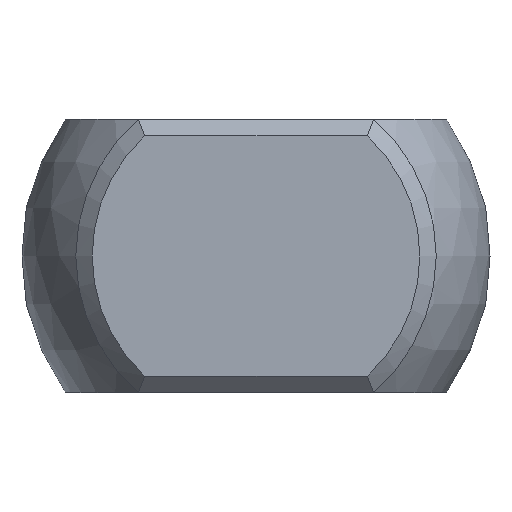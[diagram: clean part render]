
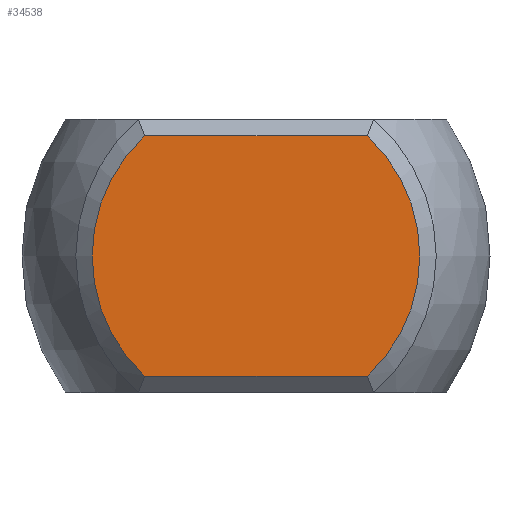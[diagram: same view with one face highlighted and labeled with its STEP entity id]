
A CAD part, left-side view. The second image highlights one B-rep face of the part: STEP entity #34538.
In plain terms, the highlighted planar face has unit normal (-1, 0, 0).
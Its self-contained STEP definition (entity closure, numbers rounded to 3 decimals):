
#32961 = PLANE('',#32962);
#32962 = AXIS2_PLACEMENT_3D('',#32963,#32964,#32965);
#32963 = CARTESIAN_POINT('',(-31.1,4.775,2.35));
#32964 = DIRECTION('',(-0.707,0.,0.707));
#32965 = DIRECTION('',(0.707,0.,0.707));
#34168 = CONICAL_SURFACE('',#34169,3.15,0.785);
#34169 = AXIS2_PLACEMENT_3D('',#34170,#34171,#34172);
#34170 = CARTESIAN_POINT('',(-31.1,0.,0.));
#34171 = DIRECTION('',(1.,0.,0.));
#34172 = DIRECTION('',(0.,-1.,0.));
#34188 = VERTEX_POINT('',#34189);
#34189 = CARTESIAN_POINT('',(-31.25,-2.04,2.2));
#34211 = EDGE_CURVE('',#34188,#34212,#34214,.T.);
#34212 = VERTEX_POINT('',#34213);
#34213 = CARTESIAN_POINT('',(-31.25,-2.04,-2.2));
#34214 = SURFACE_CURVE('',#34215,(#34220,#34227),.PCURVE_S1.);
#34215 = CIRCLE('',#34216,3.);
#34216 = AXIS2_PLACEMENT_3D('',#34217,#34218,#34219);
#34217 = CARTESIAN_POINT('',(-31.25,0.,0.));
#34218 = DIRECTION('',(1.,0.,0.));
#34219 = DIRECTION('',(0.,-1.,0.));
#34220 = PCURVE('',#34168,#34221);
#34221 = DEFINITIONAL_REPRESENTATION('',(#34222),#34226);
#34222 = LINE('',#34223,#34224);
#34223 = CARTESIAN_POINT('',(-6.283,-0.15));
#34224 = VECTOR('',#34225,1.);
#34225 = DIRECTION('',(1.,0.));
#34226 = ( GEOMETRIC_REPRESENTATION_CONTEXT(2) 
PARAMETRIC_REPRESENTATION_CONTEXT() REPRESENTATION_CONTEXT('2D SPACE',''
  ) );
#34227 = PCURVE('',#34228,#34233);
#34228 = PLANE('',#34229);
#34229 = AXIS2_PLACEMENT_3D('',#34230,#34231,#34232);
#34230 = CARTESIAN_POINT('',(-31.25,3.3,0.));
#34231 = DIRECTION('',(-1.,0.,0.));
#34232 = DIRECTION('',(0.,0.,1.));
#34233 = DEFINITIONAL_REPRESENTATION('',(#34234),#34242);
#34234 = ( BOUNDED_CURVE() B_SPLINE_CURVE(2,(#34235,#34236,#34237,#34238
    ,#34239,#34240,#34241),.UNSPECIFIED.,.T.,.F.) 
B_SPLINE_CURVE_WITH_KNOTS((1,2,2,2,2,1),(-2.094,0.,
    2.094,4.189,6.283,8.378),
.UNSPECIFIED.) CURVE() GEOMETRIC_REPRESENTATION_ITEM() 
RATIONAL_B_SPLINE_CURVE((1.,0.5,1.,0.5,1.,0.5,1.)) REPRESENTATION_ITEM(
  '') );
#34235 = CARTESIAN_POINT('',(0.,-6.3));
#34236 = CARTESIAN_POINT('',(-5.196,-6.3));
#34237 = CARTESIAN_POINT('',(-2.598,-1.8));
#34238 = CARTESIAN_POINT('',(0.,2.7));
#34239 = CARTESIAN_POINT('',(2.598,-1.8));
#34240 = CARTESIAN_POINT('',(5.196,-6.3));
#34241 = CARTESIAN_POINT('',(0.,-6.3));
#34242 = ( GEOMETRIC_REPRESENTATION_CONTEXT(2) 
PARAMETRIC_REPRESENTATION_CONTEXT() REPRESENTATION_CONTEXT('2D SPACE',''
  ) );
#34258 = PLANE('',#34259);
#34259 = AXIS2_PLACEMENT_3D('',#34260,#34261,#34262);
#34260 = CARTESIAN_POINT('',(-31.1,-1.475,-2.35));
#34261 = DIRECTION('',(-0.707,0.,-0.707));
#34262 = DIRECTION('',(-0.707,0.,0.707));
#34276 = VERTEX_POINT('',#34277);
#34277 = CARTESIAN_POINT('',(-31.25,2.04,2.2));
#34293 = CONICAL_SURFACE('',#34294,3.15,0.785);
#34294 = AXIS2_PLACEMENT_3D('',#34295,#34296,#34297);
#34295 = CARTESIAN_POINT('',(-31.1,0.,0.));
#34296 = DIRECTION('',(1.,0.,0.));
#34297 = DIRECTION('',(-0.,1.,0.));
#34304 = EDGE_CURVE('',#34276,#34188,#34305,.T.);
#34305 = SURFACE_CURVE('',#34306,(#34310,#34317),.PCURVE_S1.);
#34306 = LINE('',#34307,#34308);
#34307 = CARTESIAN_POINT('',(-31.25,4.775,2.2));
#34308 = VECTOR('',#34309,1.);
#34309 = DIRECTION('',(0.,-1.,0.));
#34310 = PCURVE('',#32961,#34311);
#34311 = DEFINITIONAL_REPRESENTATION('',(#34312),#34316);
#34312 = LINE('',#34313,#34314);
#34313 = CARTESIAN_POINT('',(-0.212,0.));
#34314 = VECTOR('',#34315,1.);
#34315 = DIRECTION('',(0.,-1.));
#34316 = ( GEOMETRIC_REPRESENTATION_CONTEXT(2) 
PARAMETRIC_REPRESENTATION_CONTEXT() REPRESENTATION_CONTEXT('2D SPACE',''
  ) );
#34317 = PCURVE('',#34228,#34318);
#34318 = DEFINITIONAL_REPRESENTATION('',(#34319),#34323);
#34319 = LINE('',#34320,#34321);
#34320 = CARTESIAN_POINT('',(2.2,1.475));
#34321 = VECTOR('',#34322,1.);
#34322 = DIRECTION('',(0.,-1.));
#34323 = ( GEOMETRIC_REPRESENTATION_CONTEXT(2) 
PARAMETRIC_REPRESENTATION_CONTEXT() REPRESENTATION_CONTEXT('2D SPACE',''
  ) );
#34354 = VERTEX_POINT('',#34355);
#34355 = CARTESIAN_POINT('',(-31.25,2.04,-2.2));
#34377 = EDGE_CURVE('',#34354,#34276,#34378,.T.);
#34378 = SURFACE_CURVE('',#34379,(#34384,#34391),.PCURVE_S1.);
#34379 = CIRCLE('',#34380,3.);
#34380 = AXIS2_PLACEMENT_3D('',#34381,#34382,#34383);
#34381 = CARTESIAN_POINT('',(-31.25,0.,0.));
#34382 = DIRECTION('',(1.,0.,0.));
#34383 = DIRECTION('',(-0.,1.,0.));
#34384 = PCURVE('',#34293,#34385);
#34385 = DEFINITIONAL_REPRESENTATION('',(#34386),#34390);
#34386 = LINE('',#34387,#34388);
#34387 = CARTESIAN_POINT('',(-6.283,-0.15));
#34388 = VECTOR('',#34389,1.);
#34389 = DIRECTION('',(1.,0.));
#34390 = ( GEOMETRIC_REPRESENTATION_CONTEXT(2) 
PARAMETRIC_REPRESENTATION_CONTEXT() REPRESENTATION_CONTEXT('2D SPACE',''
  ) );
#34391 = PCURVE('',#34228,#34392);
#34392 = DEFINITIONAL_REPRESENTATION('',(#34393),#34401);
#34393 = ( BOUNDED_CURVE() B_SPLINE_CURVE(2,(#34394,#34395,#34396,#34397
    ,#34398,#34399,#34400),.UNSPECIFIED.,.T.,.F.) 
B_SPLINE_CURVE_WITH_KNOTS((1,2,2,2,2,1),(-2.094,0.,
    2.094,4.189,6.283,8.378),
.UNSPECIFIED.) CURVE() GEOMETRIC_REPRESENTATION_ITEM() 
RATIONAL_B_SPLINE_CURVE((1.,0.5,1.,0.5,1.,0.5,1.)) REPRESENTATION_ITEM(
  '') );
#34394 = CARTESIAN_POINT('',(0.,-0.3));
#34395 = CARTESIAN_POINT('',(5.196,-0.3));
#34396 = CARTESIAN_POINT('',(2.598,-4.8));
#34397 = CARTESIAN_POINT('',(0.,-9.3));
#34398 = CARTESIAN_POINT('',(-2.598,-4.8));
#34399 = CARTESIAN_POINT('',(-5.196,-0.3));
#34400 = CARTESIAN_POINT('',(0.,-0.3));
#34401 = ( GEOMETRIC_REPRESENTATION_CONTEXT(2) 
PARAMETRIC_REPRESENTATION_CONTEXT() REPRESENTATION_CONTEXT('2D SPACE',''
  ) );
#34407 = EDGE_CURVE('',#34212,#34354,#34408,.T.);
#34408 = SURFACE_CURVE('',#34409,(#34413,#34420),.PCURVE_S1.);
#34409 = LINE('',#34410,#34411);
#34410 = CARTESIAN_POINT('',(-31.25,-1.475,-2.2));
#34411 = VECTOR('',#34412,1.);
#34412 = DIRECTION('',(0.,1.,0.));
#34413 = PCURVE('',#34258,#34414);
#34414 = DEFINITIONAL_REPRESENTATION('',(#34415),#34419);
#34415 = LINE('',#34416,#34417);
#34416 = CARTESIAN_POINT('',(0.212,0.));
#34417 = VECTOR('',#34418,1.);
#34418 = DIRECTION('',(0.,1.));
#34419 = ( GEOMETRIC_REPRESENTATION_CONTEXT(2) 
PARAMETRIC_REPRESENTATION_CONTEXT() REPRESENTATION_CONTEXT('2D SPACE',''
  ) );
#34420 = PCURVE('',#34228,#34421);
#34421 = DEFINITIONAL_REPRESENTATION('',(#34422),#34426);
#34422 = LINE('',#34423,#34424);
#34423 = CARTESIAN_POINT('',(-2.2,-4.775));
#34424 = VECTOR('',#34425,1.);
#34425 = DIRECTION('',(0.,1.));
#34426 = ( GEOMETRIC_REPRESENTATION_CONTEXT(2) 
PARAMETRIC_REPRESENTATION_CONTEXT() REPRESENTATION_CONTEXT('2D SPACE',''
  ) );
#34538 = ADVANCED_FACE('',(#34539),#34228,.T.);
#34539 = FACE_BOUND('',#34540,.T.);
#34540 = EDGE_LOOP('',(#34541,#34542,#34543,#34544));
#34541 = ORIENTED_EDGE('',*,*,#34211,.F.);
#34542 = ORIENTED_EDGE('',*,*,#34304,.F.);
#34543 = ORIENTED_EDGE('',*,*,#34377,.F.);
#34544 = ORIENTED_EDGE('',*,*,#34407,.F.);
